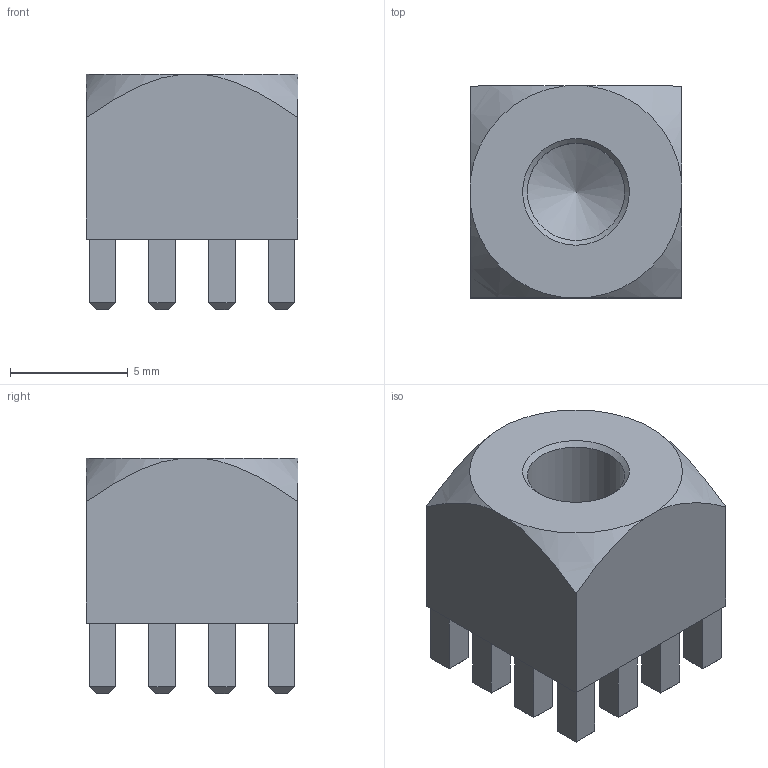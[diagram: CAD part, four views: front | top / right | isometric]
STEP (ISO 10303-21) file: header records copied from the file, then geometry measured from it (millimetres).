
FILE_DESCRIPTION(/* description */ ('Unknown'),/* implementation_level */ '2;1');
FILE_NAME(/* name */ 'MP_Wurth_WP-PFIFUA_786202095',/* time_stamp */ '2026-01-09T10:25:53+08:00',/* author */ ('Unknown'),/* organization */ ('Unknown'),/* preprocessor_version */ 'ST-DEVELOPER v19.4',/* originating_system */ 'Solid Edge',/* authorisation */ 'Unknown');
FILE_SCHEMA (('AUTOMOTIVE_DESIGN {1 0 10303 214 3 1 1}'));
Length unit declared in the file: millimetre
Products named in the file (2): MP_Wurth_WP-PFIFUA_786202095
Assembly tree (1 placements, depth 2):
  MP_Wurth_WP-PFIFUA_786202095
    MP_Wurth_WP-PFIFUA_786202095
Bounding box: 9 x 9 x 10 mm (x, y, z)
Volume: 543.4 mm3; surface area: 665.6 mm2
Topology: 1 solids, 1 shells, 158 faces, 356 edges, 216 vertices
Faces by surface type: plane 150, cone 6, cylinder 2
Full cylindrical faces by diameter (mm): 4.134 x2
Entity records: 5397 total; most frequent: CARTESIAN_POINT 801, ORIENTED_EDGE 696, DIRECTION 668, EDGE_CURVE 348, LINE 332, VECTOR 332, VERTEX_POINT 213, FACE_BOUND 179
